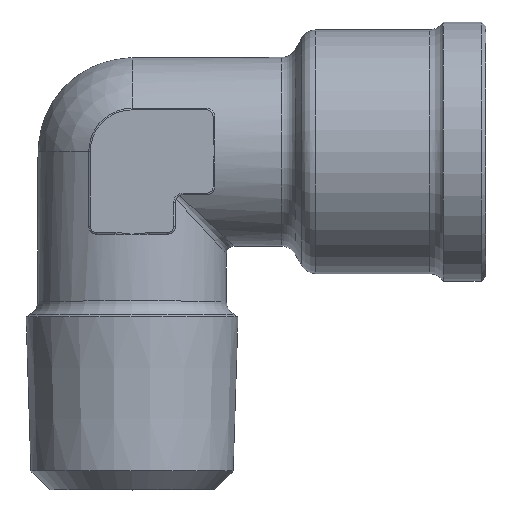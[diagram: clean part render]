
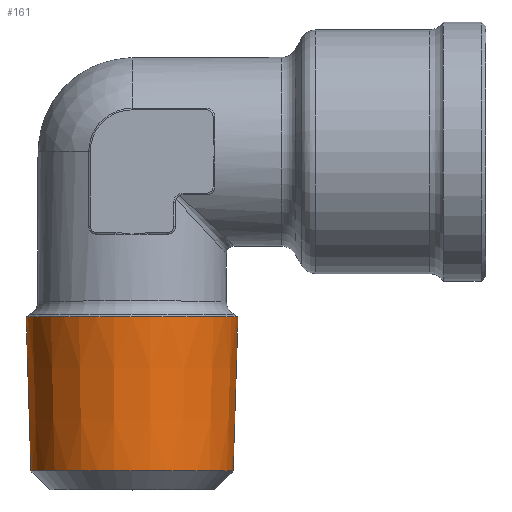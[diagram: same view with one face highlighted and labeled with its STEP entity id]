
A CAD part, top view. The second image highlights one B-rep face of the part: STEP entity #161.
In plain terms, the highlighted conical face has half-angle 1.79 degrees and reference radius 6.782 mm.
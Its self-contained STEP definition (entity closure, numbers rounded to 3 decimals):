
#161 = ADVANCED_FACE( 'NONE', ( #355, #356 ), #357, .T. );
#355 = FACE_OUTER_BOUND( '', #808, .T. );
#356 = FACE_BOUND( '', #809, .T. );
#357 = CONICAL_SURFACE( '', #810, 6.782, 0.031 );
#808 = EDGE_LOOP( '', ( #1415 ) );
#809 = EDGE_LOOP( '', ( #1416 ) );
#810 = AXIS2_PLACEMENT_3D( '', #1417, #1418, #1419 );
#1415 = ORIENTED_EDGE( '', *, *, #1619, .T. );
#1416 = ORIENTED_EDGE( '', *, *, #1617, .T. );
#1417 = CARTESIAN_POINT( '', ( 0., -9., 0. ) );
#1418 = DIRECTION( '', ( 0., 1., 0. ) );
#1419 = DIRECTION( '', ( -1., 0., 0. ) );
#1617 = EDGE_CURVE( 'NONE', #1916, #1916, #1917, .T. );
#1619 = EDGE_CURVE( 'NONE', #1920, #1920, #1921, .T. );
#1916 = VERTEX_POINT( '', #2501 );
#1917 = CIRCLE( '', #2502, 6.428 );
#1920 = VERTEX_POINT( '', #2505 );
#1921 = CIRCLE( '', #2506, 6.735 );
#2501 = CARTESIAN_POINT( '', ( -6.428, -20.3, 0. ) );
#2502 = AXIS2_PLACEMENT_3D( '', #2852, #2853, #2854 );
#2505 = CARTESIAN_POINT( '', ( -6.735, -10.502, 0. ) );
#2506 = AXIS2_PLACEMENT_3D( '', #2858, #2859, #2860 );
#2852 = CARTESIAN_POINT( '', ( 0., -20.3, 0. ) );
#2853 = DIRECTION( '', ( 0., 1., 0. ) );
#2854 = DIRECTION( '', ( -1., 0., 0. ) );
#2858 = CARTESIAN_POINT( '', ( 0., -10.502, 0. ) );
#2859 = DIRECTION( '', ( 0., -1., 0. ) );
#2860 = DIRECTION( '', ( -1., 0., 0. ) );
